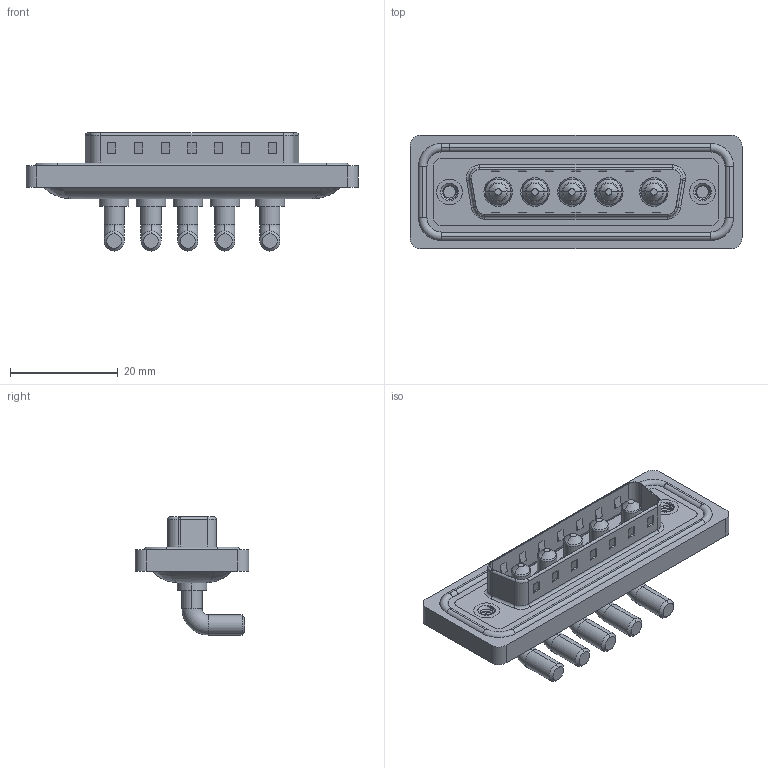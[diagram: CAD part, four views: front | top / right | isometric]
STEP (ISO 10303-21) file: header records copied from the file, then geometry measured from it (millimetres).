
FILE_DESCRIPTION (( 'STEP AP203' ), '1' );
FILE_NAME ('629W5W5-140-4N2.STEP', '2024-04-11T15:09:34', ( '' ), ( '' ), 'SwSTEP 2.0', 'SolidWorks 2023', '' );
FILE_SCHEMA (( 'CONFIG_CONTROL_DESIGN' ));
Length unit declared in the file: millimetre
Products named in the file (7): 629Combo Shell Front_25 Contacts; Power Pin_40A RA; 629Combo Threaded Rivet_2; 629Combo Waterproof Housing_25 Contacts; 629Combo Shell Rear_25 Contacts; 629Combo Housing_5W5; 629W5W5-140-4N2
Assembly tree (11 placements, depth 2):
  629W5W5-140-4N2
    629Combo Housing_5W5
    629Combo Shell Rear_25 Contacts
    629Combo Shell Front_25 Contacts
    629Combo Waterproof Housing_25 Contacts
    629Combo Threaded Rivet_2  x2
    Power Pin_40A RA  x5
Bounding box: 61.75 x 21.1 x 21.98 mm (x, y, z)
Volume: 8177.6 mm3; surface area: 12491.6 mm2
Topology: 17 solids, 17 shells, 698 faces, 1697 edges, 1061 vertices
Faces by surface type: cylinder 293, plane 259, torus 84, cone 47, bspline 15
Entity records: 18080 total; most frequent: CARTESIAN_POINT 4554, DIRECTION 2754, ORIENTED_EDGE 2580, EDGE_CURVE 1290, AXIS2_PLACEMENT_3D 1016, VERTEX_POINT 817, LINE 722, VECTOR 722
